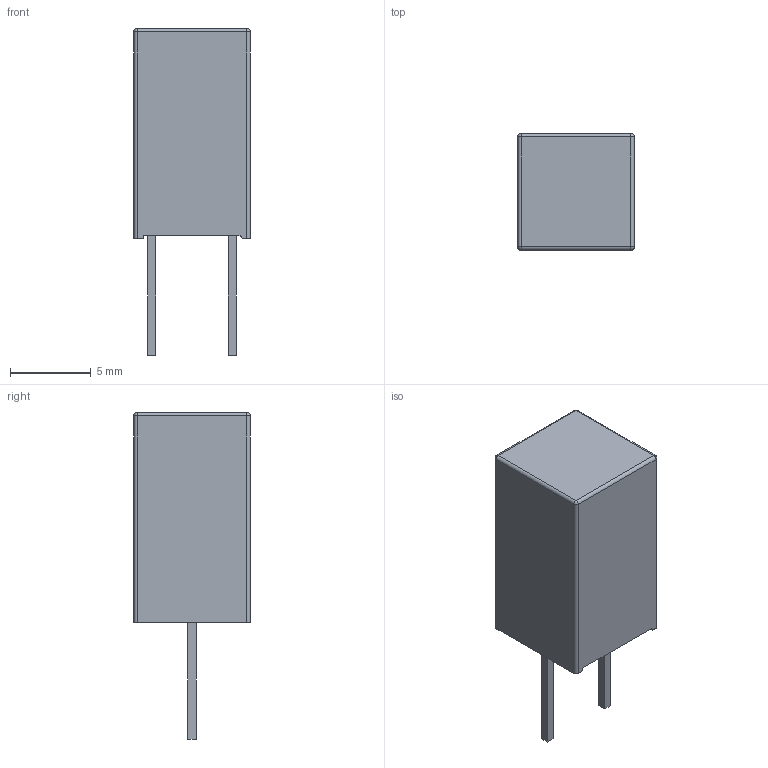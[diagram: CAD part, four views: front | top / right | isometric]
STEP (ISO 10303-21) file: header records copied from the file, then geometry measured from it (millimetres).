
FILE_DESCRIPTION(('FreeCAD Model'),'2;1');
FILE_NAME('Wima_Capacitor_7.2mm_x_7.2mm_x_13mm_5.0mm_lead_spacing.step', '2018-10-24T01:13:13',('Author'),(''), 'Open CASCADE STEP processor 7.2','FreeCAD','Unknown');
FILE_SCHEMA(('AUTOMOTIVE_DESIGN_CC2 { 1 2 10303 214 -1 1 5 4 }'));
Length unit declared in the file: millimetre
Products named in the file (3): cube007; difference_(Solid); cube006
Bounding box: 7.2 x 7.2 x 20.2 mm (x, y, z)
Volume: 668.2 mm3; surface area: 501.7 mm2
Topology: 3 solids, 3 shells, 58 faces, 120 edges, 64 vertices
Faces by surface type: plane 45, cylinder 9, sphere 4
Entity records: 1508 total; most frequent: DIRECTION 264, CARTESIAN_POINT 239, ORIENTED_EDGE 232, EDGE_CURVE 116, AXIS2_PLACEMENT_3D 89, LINE 86, VECTOR 86, VERTEX_POINT 64
